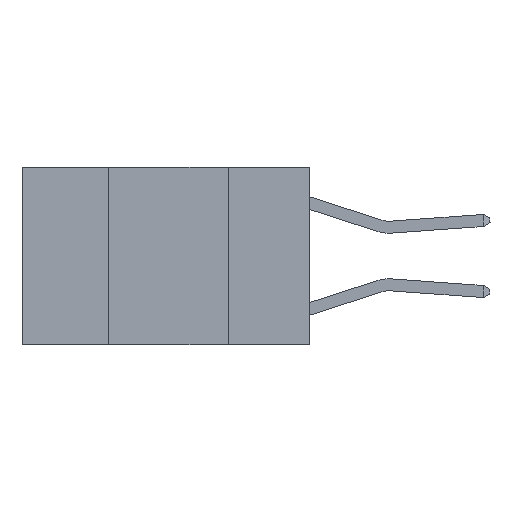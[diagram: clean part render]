
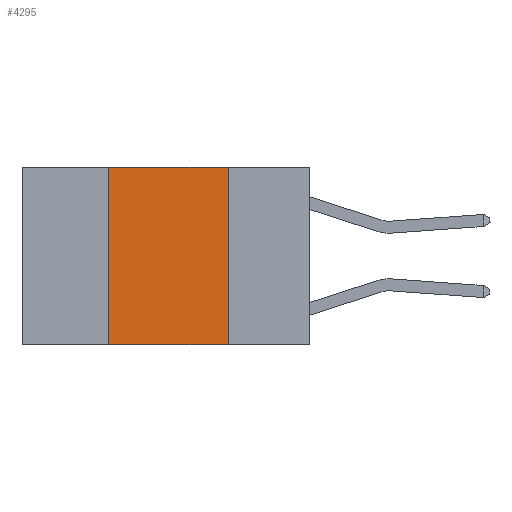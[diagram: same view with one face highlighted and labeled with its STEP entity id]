
A CAD part, left-side view. The second image highlights one B-rep face of the part: STEP entity #4295.
In plain terms, the highlighted planar face has unit normal (-1, 0, 0).
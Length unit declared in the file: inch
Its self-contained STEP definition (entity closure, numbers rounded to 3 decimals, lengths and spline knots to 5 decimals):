
#365 = EDGE_CURVE ( 'NONE', #1699, #5126, #5697, .T. ) ;
#872 = VERTEX_POINT ( 'NONE', #3796 ) ;
#995 = CARTESIAN_POINT ( 'NONE',  ( 0., 0.42, 0. ) ) ;
#1000 = LINE ( 'NONE', #995, #5184 ) ;
#1006 = DIRECTION ( 'NONE',  ( 0., 0., 1. ) ) ;
#1433 = VERTEX_POINT ( 'NONE', #1946 ) ;
#1699 = VERTEX_POINT ( 'NONE', #7870 ) ;
#1908 = LINE ( 'NONE', #9777, #7764 ) ;
#1913 = CARTESIAN_POINT ( 'NONE',  ( 0., 0.17, 0. ) ) ;
#1946 = CARTESIAN_POINT ( 'NONE',  ( 0., 0.42, -0.37 ) ) ;
#1953 = CARTESIAN_POINT ( 'NONE',  ( 0., 0.17, 0. ) ) ;
#2314 = EDGE_CURVE ( 'NONE', #1433, #1699, #1000, .T. ) ;
#2593 = DIRECTION ( 'NONE',  ( 0., 0., -1. ) ) ;
#2667 = CARTESIAN_POINT ( 'NONE',  ( 0., 0.6, 0. ) ) ;
#3229 = EDGE_CURVE ( 'NONE', #5126, #872, #5064, .T. ) ;
#3386 = AXIS2_PLACEMENT_3D ( 'NONE', #6397, #4912, #2593 ) ;
#3651 = EDGE_LOOP ( 'NONE', ( #9434, #7003, #5752, #7235 ) ) ;
#3796 = CARTESIAN_POINT ( 'NONE',  ( 0., 0.17, -0.37 ) ) ;
#4295 = ADVANCED_FACE ( 'NONE', ( #7133 ), #7161, .F. ) ;
#4912 = DIRECTION ( 'NONE',  ( 1., 0., 0. ) ) ;
#5064 = LINE ( 'NONE', #1913, #8758 ) ;
#5107 = DIRECTION ( 'NONE',  ( 0., -1., 0. ) ) ;
#5126 = VERTEX_POINT ( 'NONE', #1953 ) ;
#5184 = VECTOR ( 'NONE', #1006, 39.37008 ) ;
#5697 = LINE ( 'NONE', #2667, #6144 ) ;
#5752 = ORIENTED_EDGE ( 'NONE', *, *, #2314, .F. ) ;
#5927 = EDGE_CURVE ( 'NONE', #1433, #872, #1908, .T. ) ;
#6113 = DIRECTION ( 'NONE',  ( 0., -1., 0. ) ) ;
#6144 = VECTOR ( 'NONE', #5107, 39.37008 ) ;
#6397 = CARTESIAN_POINT ( 'NONE',  ( 0., 0.6, 0. ) ) ;
#7003 = ORIENTED_EDGE ( 'NONE', *, *, #365, .F. ) ;
#7133 = FACE_OUTER_BOUND ( 'NONE', #3651, .T. ) ;
#7161 = PLANE ( 'NONE',  #3386 ) ;
#7235 = ORIENTED_EDGE ( 'NONE', *, *, #5927, .T. ) ;
#7269 = DIRECTION ( 'NONE',  ( 0., 0., -1. ) ) ;
#7764 = VECTOR ( 'NONE', #6113, 39.37008 ) ;
#7870 = CARTESIAN_POINT ( 'NONE',  ( 0., 0.42, 0. ) ) ;
#8758 = VECTOR ( 'NONE', #7269, 39.37008 ) ;
#9434 = ORIENTED_EDGE ( 'NONE', *, *, #3229, .F. ) ;
#9777 = CARTESIAN_POINT ( 'NONE',  ( 0., 0.6, -0.37 ) ) ;
